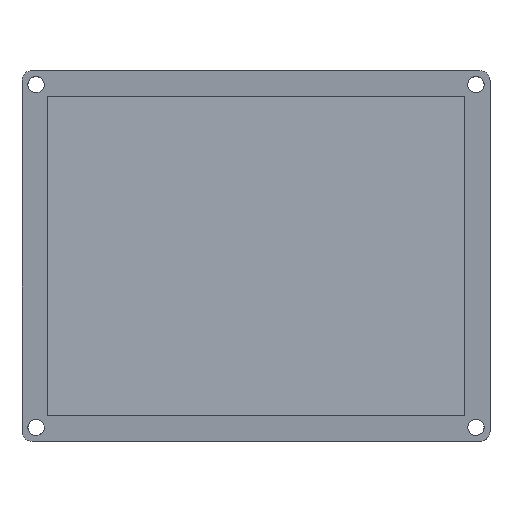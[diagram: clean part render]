
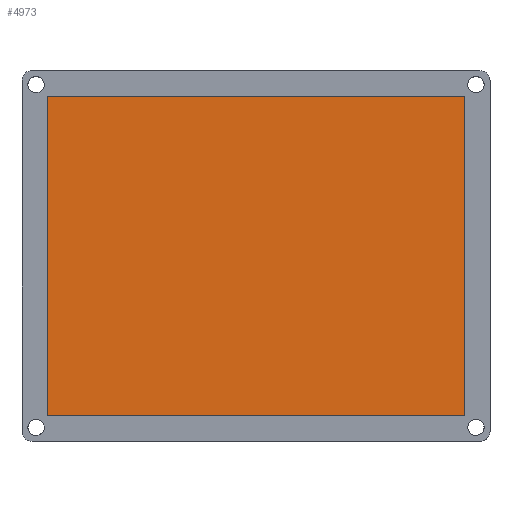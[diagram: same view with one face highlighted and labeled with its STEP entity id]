
A CAD part, top view. The second image highlights one B-rep face of the part: STEP entity #4973.
In plain terms, the highlighted planar face has unit normal (0, 0, 1).
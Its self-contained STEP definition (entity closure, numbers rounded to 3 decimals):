
#260=PLANE('',#5122);
#526=FACE_OUTER_BOUND('',#813,.T.);
#813=EDGE_LOOP('',(#4547,#4548,#4549,#4550));
#1222=LINE('',#9760,#1631);
#1223=LINE('',#9762,#1632);
#1224=LINE('',#9764,#1633);
#1225=LINE('',#9765,#1634);
#1631=VECTOR('',#5785,10.);
#1632=VECTOR('',#5786,10.);
#1633=VECTOR('',#5787,10.);
#1634=VECTOR('',#5788,10.);
#2372=VERTEX_POINT('',#9758);
#2373=VERTEX_POINT('',#9759);
#2374=VERTEX_POINT('',#9761);
#2375=VERTEX_POINT('',#9763);
#3104=EDGE_CURVE('',#2372,#2373,#1222,.T.);
#3105=EDGE_CURVE('',#2374,#2372,#1223,.T.);
#3106=EDGE_CURVE('',#2375,#2374,#1224,.T.);
#3107=EDGE_CURVE('',#2373,#2375,#1225,.T.);
#4547=ORIENTED_EDGE('',*,*,#3104,.F.);
#4548=ORIENTED_EDGE('',*,*,#3105,.F.);
#4549=ORIENTED_EDGE('',*,*,#3106,.F.);
#4550=ORIENTED_EDGE('',*,*,#3107,.F.);
#4973=ADVANCED_FACE('',(#526),#260,.T.);
#5122=AXIS2_PLACEMENT_3D('',#9757,#5783,#5784);
#5783=DIRECTION('center_axis',(0.,0.,1.));
#5784=DIRECTION('ref_axis',(1.,0.,0.));
#5785=DIRECTION('',(0.,1.,0.));
#5786=DIRECTION('',(-1.,0.,0.));
#5787=DIRECTION('',(0.,-1.,0.));
#5788=DIRECTION('',(1.,0.,0.));
#9757=CARTESIAN_POINT('Origin',(0.,0.,3.));
#9758=CARTESIAN_POINT('',(-40.731,-31.24,3.));
#9759=CARTESIAN_POINT('',(-40.731,31.24,3.));
#9760=CARTESIAN_POINT('',(-40.731,-15.62,3.));
#9761=CARTESIAN_POINT('',(40.731,-31.24,3.));
#9762=CARTESIAN_POINT('',(20.366,-31.24,3.));
#9763=CARTESIAN_POINT('',(40.731,31.24,3.));
#9764=CARTESIAN_POINT('',(40.731,15.62,3.));
#9765=CARTESIAN_POINT('',(-20.366,31.24,3.));
